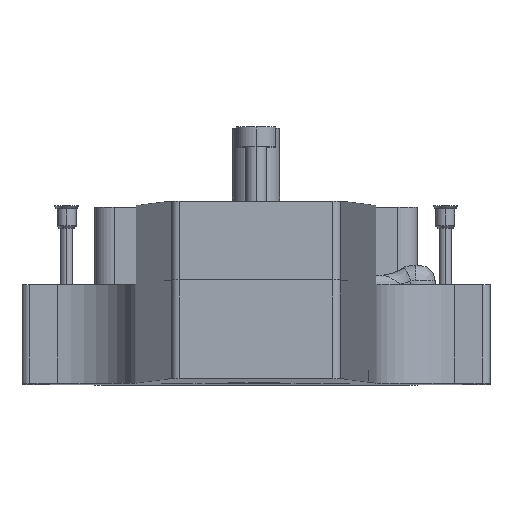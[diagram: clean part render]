
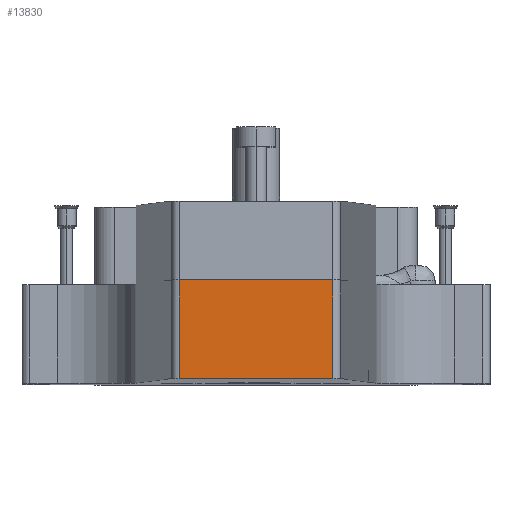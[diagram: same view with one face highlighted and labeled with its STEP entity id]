
A CAD part, top view. The second image highlights one B-rep face of the part: STEP entity #13830.
In plain terms, the highlighted free-form (B-spline) face has degree [1, 1] with [2, 2] control points.
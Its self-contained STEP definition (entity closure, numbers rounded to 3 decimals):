
#373=LINE('',#22917,#1479);
#382=LINE('',#22958,#1488);
#383=LINE('',#22961,#1489);
#384=LINE('',#22962,#1490);
#1479=VECTOR('',#16484,1000.);
#1488=VECTOR('',#16515,1000.);
#1489=VECTOR('',#16516,1000.);
#1490=VECTOR('',#16517,1000.);
#2338=B_SPLINE_SURFACE_WITH_KNOTS('',1,1,((#22954,#22955),(#22956,#22957)),
 .PLANE_SURF.,.F.,.F.,.F.,(2,2),(2,2),(0.,1.),(0.,1.),.UNSPECIFIED.);
#4466=ORIENTED_EDGE('',*,*,#8120,.F.);
#4467=ORIENTED_EDGE('',*,*,#8121,.T.);
#4468=ORIENTED_EDGE('',*,*,#8100,.F.);
#4469=ORIENTED_EDGE('',*,*,#8122,.T.);
#8100=EDGE_CURVE('',#10004,#10005,#373,.T.);
#8120=EDGE_CURVE('',#10022,#10023,#382,.T.);
#8121=EDGE_CURVE('',#10022,#10005,#383,.T.);
#8122=EDGE_CURVE('',#10004,#10023,#384,.F.);
#10004=VERTEX_POINT('',#22916);
#10005=VERTEX_POINT('',#22918);
#10022=VERTEX_POINT('',#22959);
#10023=VERTEX_POINT('',#22960);
#11722=EDGE_LOOP('',(#4466,#4467,#4468,#4469));
#12588=FACE_BOUND('',#11722,.T.);
#13830=ADVANCED_FACE('',(#12588),#2338,.T.);
#16484=DIRECTION('',(-1.,0.,0.));
#16515=DIRECTION('',(1.,0.,0.));
#16516=DIRECTION('',(0.,-1.,0.));
#16517=DIRECTION('',(0.,-1.,0.));
#22916=CARTESIAN_POINT('',(19.467,-35.,930.));
#22917=CARTESIAN_POINT('',(10.72,-35.,930.));
#22918=CARTESIAN_POINT('',(-19.467,-35.,930.));
#22954=CARTESIAN_POINT('',(-21.414,-36.25,930.));
#22955=CARTESIAN_POINT('',(-21.414,-8.75,930.));
#22956=CARTESIAN_POINT('',(21.414,-36.25,930.));
#22957=CARTESIAN_POINT('',(21.414,-8.75,930.));
#22958=CARTESIAN_POINT('',(10.72,-10.,930.));
#22959=CARTESIAN_POINT('',(-19.467,-10.,930.));
#22960=CARTESIAN_POINT('',(19.467,-10.,930.));
#22961=CARTESIAN_POINT('',(-19.467,-35.,930.));
#22962=CARTESIAN_POINT('',(19.467,10.002,930.));
